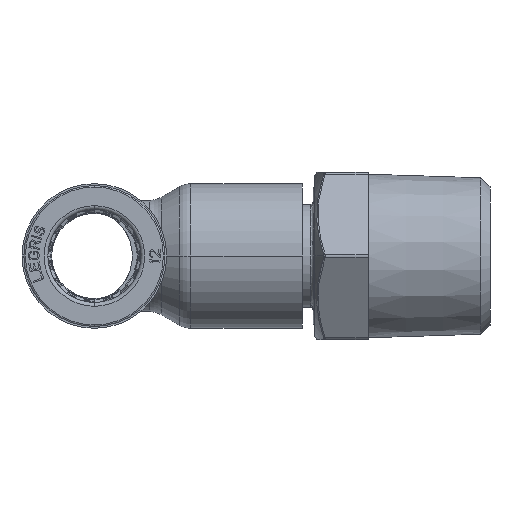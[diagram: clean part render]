
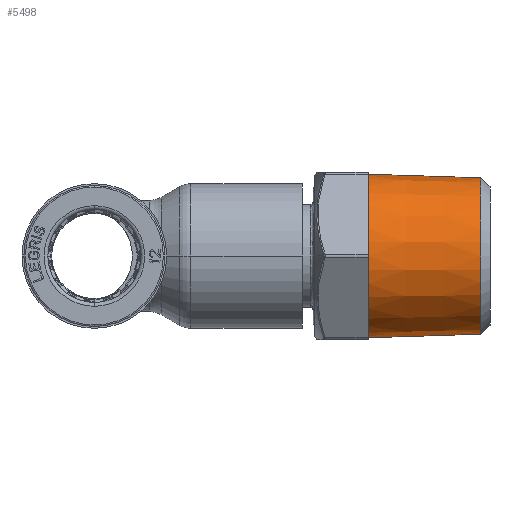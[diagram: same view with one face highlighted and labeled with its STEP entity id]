
A CAD part, left-side view. The second image highlights one B-rep face of the part: STEP entity #5498.
In plain terms, the highlighted conical face has half-angle 1.79 degrees and reference radius 10.49 mm.
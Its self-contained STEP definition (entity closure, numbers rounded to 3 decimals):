
#5498=ADVANCED_FACE('',(#11336),#11337,.T.);
#11336=FACE_OUTER_BOUND('',#26991,.T.);
#11337=CONICAL_SURFACE('',#26992,10.49,0.031);
#26991=EDGE_LOOP('',(#44137,#44138,#44139,#44140));
#26992=AXIS2_PLACEMENT_3D('',#44141,#44142,#44143);
#44137=ORIENTED_EDGE('',*,*,#53901,.F.);
#44138=ORIENTED_EDGE('',*,*,#49421,.F.);
#44139=ORIENTED_EDGE('',*,*,#53902,.F.);
#44140=ORIENTED_EDGE('',*,*,#50290,.T.);
#44141=CARTESIAN_POINT('',(0.0,-43.3,0.0));
#44142=DIRECTION('',(-0.0,1.0,-0.0));
#44143=DIRECTION('',(0.0,0.0,-1.0));
#49421=EDGE_CURVE('',#57983,#57981,#57985,.T.);
#50290=EDGE_CURVE('',#59407,#59408,#59409,.T.);
#53901=EDGE_CURVE('',#57981,#59408,#64253,.T.);
#53902=EDGE_CURVE('',#59407,#57983,#64254,.T.);
#57981=VERTEX_POINT('',#71561);
#57983=VERTEX_POINT('',#71564);
#57985=CIRCLE('',#71567,10.259);
#59407=VERTEX_POINT('',#74527);
#59408=VERTEX_POINT('',#74528);
#59409=CIRCLE('',#74529,10.721);
#64253=LINE('',#85889,#85890);
#64254=LINE('',#85891,#85892);
#71561=CARTESIAN_POINT('',(0.,-50.701,-10.259));
#71564=CARTESIAN_POINT('',(0.0,-50.701,10.259));
#71567=AXIS2_PLACEMENT_3D('',#89978,#89979,#89980);
#74527=CARTESIAN_POINT('',(0.0,-35.9,10.721));
#74528=CARTESIAN_POINT('',(0.,-35.9,-10.721));
#74529=AXIS2_PLACEMENT_3D('',#91120,#91121,#91122);
#85889=CARTESIAN_POINT('',(0.,-43.3,-10.49));
#85890=VECTOR('',#95536,1.0);
#85891=CARTESIAN_POINT('',(0.,-43.3,10.49));
#85892=VECTOR('',#95537,1.0);
#89978=CARTESIAN_POINT('',(0.0,-50.701,0.0));
#89979=DIRECTION('',(0.0,-1.0,0.0));
#89980=DIRECTION('',(0.0,0.0,-1.0));
#91120=CARTESIAN_POINT('',(0.0,-35.9,0.0));
#91121=DIRECTION('',(0.0,-1.0,0.0));
#91122=DIRECTION('',(0.0,0.0,-1.0));
#95536=DIRECTION('',(0.,1.,-0.031));
#95537=DIRECTION('',(0.,-1.,-0.031));
